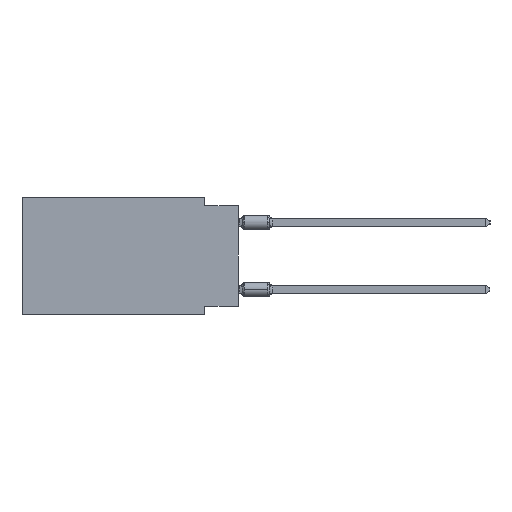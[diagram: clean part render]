
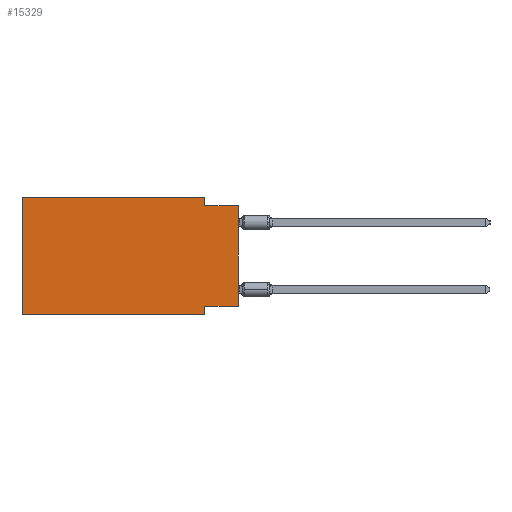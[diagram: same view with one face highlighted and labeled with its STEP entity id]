
A CAD part, left-side view. The second image highlights one B-rep face of the part: STEP entity #15329.
In plain terms, the highlighted planar face has unit normal (-1, 0, 0).
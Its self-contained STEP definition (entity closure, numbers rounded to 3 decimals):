
#496 = DIRECTION ( 'NONE',  ( 0., 0., -1. ) ) ;
#2140 = ORIENTED_EDGE ( 'NONE', *, *, #20567, .T. ) ;
#2216 = CARTESIAN_POINT ( 'NONE',  ( 0., 16.383, 0. ) ) ;
#4079 = VECTOR ( 'NONE', #42846, 1000. ) ;
#5040 = CARTESIAN_POINT ( 'NONE',  ( 0., 0., -0.635 ) ) ;
#5940 = VECTOR ( 'NONE', #14007, 1000. ) ;
#7716 = CARTESIAN_POINT ( 'NONE',  ( 0., 0., -8.255 ) ) ;
#8696 = VECTOR ( 'NONE', #30384, 1000. ) ;
#8756 = CARTESIAN_POINT ( 'NONE',  ( 0., 16.383, -8.89 ) ) ;
#9133 = CARTESIAN_POINT ( 'NONE',  ( 0., 16.383, 0. ) ) ;
#9591 = CARTESIAN_POINT ( 'NONE',  ( 0., 16.383, 0. ) ) ;
#11346 = DIRECTION ( 'NONE',  ( 0., 0., -1. ) ) ;
#11856 = VECTOR ( 'NONE', #34289, 1000. ) ;
#12223 = LINE ( 'NONE', #49151, #48132 ) ;
#12561 = LINE ( 'NONE', #7716, #14403 ) ;
#14007 = DIRECTION ( 'NONE',  ( 0., 0., 1. ) ) ;
#14403 = VECTOR ( 'NONE', #34659, 1000. ) ;
#14784 = CARTESIAN_POINT ( 'NONE',  ( 0., 2.54, 0. ) ) ;
#15329 = ADVANCED_FACE ( 'NONE', ( #55927 ), #41984, .F. ) ;
#16756 = EDGE_CURVE ( 'NONE', #22560, #46084, #12223, .T. ) ;
#18982 = EDGE_CURVE ( 'NONE', #42380, #32635, #47475, .T. ) ;
#20437 = CARTESIAN_POINT ( 'NONE',  ( 0., 2.54, -8.89 ) ) ;
#20567 = EDGE_CURVE ( 'NONE', #47603, #31932, #56804, .T. ) ;
#20990 = LINE ( 'NONE', #2216, #8696 ) ;
#21578 = EDGE_LOOP ( 'NONE', ( #37473, #24130, #44915, #43855, #43318, #2140, #50587, #44522 ) ) ;
#22314 = EDGE_CURVE ( 'NONE', #46084, #42380, #25218, .T. ) ;
#22560 = VERTEX_POINT ( 'NONE', #9133 ) ;
#22619 = CARTESIAN_POINT ( 'NONE',  ( 0., 2.54, -8.255 ) ) ;
#24130 = ORIENTED_EDGE ( 'NONE', *, *, #18982, .F. ) ;
#25218 = LINE ( 'NONE', #52475, #11856 ) ;
#28577 = CARTESIAN_POINT ( 'NONE',  ( 0., 2.54, -8.89 ) ) ;
#28946 = LINE ( 'NONE', #20437, #44206 ) ;
#30384 = DIRECTION ( 'NONE',  ( 0., 0., 1. ) ) ;
#31159 = EDGE_CURVE ( 'NONE', #39366, #32635, #41572, .T. ) ;
#31932 = VERTEX_POINT ( 'NONE', #28577 ) ;
#32635 = VERTEX_POINT ( 'NONE', #5040 ) ;
#32860 = CARTESIAN_POINT ( 'NONE',  ( 0., 2.54, -0.635 ) ) ;
#33527 = VERTEX_POINT ( 'NONE', #22619 ) ;
#34140 = CARTESIAN_POINT ( 'NONE',  ( 0., 0., -0.635 ) ) ;
#34289 = DIRECTION ( 'NONE',  ( 0., 0., -1. ) ) ;
#34427 = DIRECTION ( 'NONE',  ( 0., -1., 0. ) ) ;
#34659 = DIRECTION ( 'NONE',  ( 0., 1., 0. ) ) ;
#36730 = CARTESIAN_POINT ( 'NONE',  ( 0., 0., 0. ) ) ;
#37473 = ORIENTED_EDGE ( 'NONE', *, *, #31159, .T. ) ;
#39366 = VERTEX_POINT ( 'NONE', #59909 ) ;
#41572 = LINE ( 'NONE', #36730, #5940 ) ;
#41984 = PLANE ( 'NONE',  #50970 ) ;
#42380 = VERTEX_POINT ( 'NONE', #32860 ) ;
#42846 = DIRECTION ( 'NONE',  ( 0., -1., 0. ) ) ;
#43318 = ORIENTED_EDGE ( 'NONE', *, *, #58935, .F. ) ;
#43855 = ORIENTED_EDGE ( 'NONE', *, *, #16756, .F. ) ;
#44206 = VECTOR ( 'NONE', #11346, 1000. ) ;
#44522 = ORIENTED_EDGE ( 'NONE', *, *, #49489, .F. ) ;
#44620 = DIRECTION ( 'NONE',  ( 0., -1., 0. ) ) ;
#44915 = ORIENTED_EDGE ( 'NONE', *, *, #22314, .F. ) ;
#46084 = VERTEX_POINT ( 'NONE', #14784 ) ;
#47475 = LINE ( 'NONE', #34140, #57044 ) ;
#47603 = VERTEX_POINT ( 'NONE', #8756 ) ;
#48132 = VECTOR ( 'NONE', #44620, 1000. ) ;
#49151 = CARTESIAN_POINT ( 'NONE',  ( 0., 16.383, 0. ) ) ;
#49489 = EDGE_CURVE ( 'NONE', #39366, #33527, #12561, .T. ) ;
#50587 = ORIENTED_EDGE ( 'NONE', *, *, #54873, .F. ) ;
#50970 = AXIS2_PLACEMENT_3D ( 'NONE', #9591, #55329, #496 ) ;
#52475 = CARTESIAN_POINT ( 'NONE',  ( 0., 2.54, 0. ) ) ;
#54873 = EDGE_CURVE ( 'NONE', #33527, #31932, #28946, .T. ) ;
#55329 = DIRECTION ( 'NONE',  ( 1., 0., 0. ) ) ;
#55600 = CARTESIAN_POINT ( 'NONE',  ( 0., 16.383, -8.89 ) ) ;
#55927 = FACE_OUTER_BOUND ( 'NONE', #21578, .T. ) ;
#56804 = LINE ( 'NONE', #55600, #4079 ) ;
#57044 = VECTOR ( 'NONE', #34427, 1000. ) ;
#58935 = EDGE_CURVE ( 'NONE', #47603, #22560, #20990, .T. ) ;
#59909 = CARTESIAN_POINT ( 'NONE',  ( 0., 0., -8.255 ) ) ;
